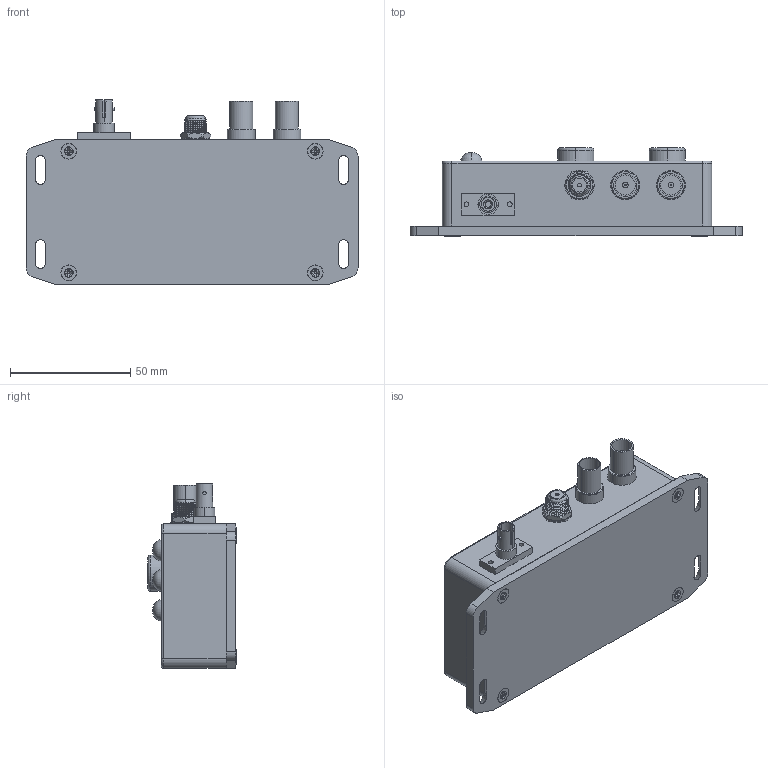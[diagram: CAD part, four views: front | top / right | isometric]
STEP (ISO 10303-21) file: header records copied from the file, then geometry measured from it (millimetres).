
FILE_DESCRIPTION (( 'STEP AP214' ), '1' );
FILE_NAME ('Optix S3 Solid Body.STEP', '2025-02-27T18:50:23', ( '' ), ( '' ), 'SwSTEP 2.0', 'SolidWorks 2023', '' );
FILE_SCHEMA (( 'AUTOMOTIVE_DESIGN' ));
Length unit declared in the file: millimetre
Products named in the file (1): Optix S3 Solid Body
Bounding box: 138 x 36.6 x 76.67 mm (x, y, z)
Volume: 70994.3 mm3; surface area: 56381.4 mm2
Topology: 13 solids, 17 shells, 609 faces, 1542 edges, 1004 vertices
Faces by surface type: plane 252, cylinder 212, cone 95, bspline 36, torus 14
Entity records: 35170 total; most frequent: CARTESIAN_POINT 14286, ORIENTED_EDGE 3068, DIRECTION 2756, EDGE_CURVE 1534, AXIS2_PLACEMENT_3D 1051, VERTEX_POINT 1004, EDGE_LOOP 700, VECTOR 654
